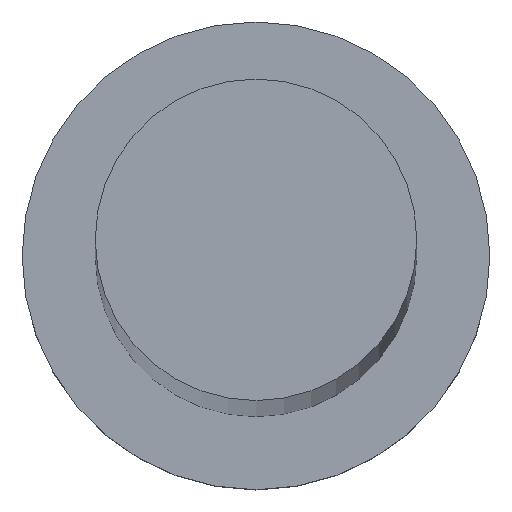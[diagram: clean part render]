
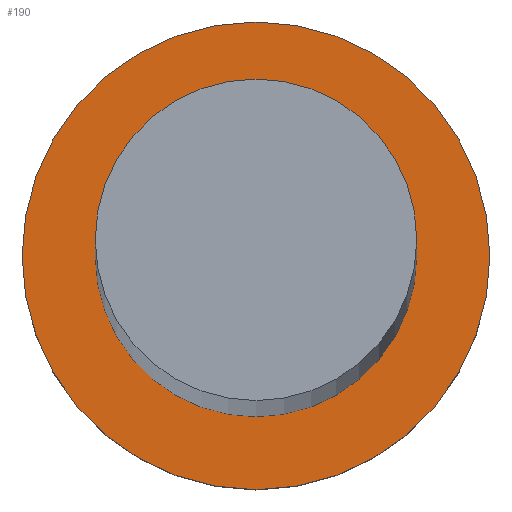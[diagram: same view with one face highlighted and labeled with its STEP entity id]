
A CAD part, top view. The second image highlights one B-rep face of the part: STEP entity #190.
In plain terms, the highlighted planar face has unit normal (0, 0, 1).
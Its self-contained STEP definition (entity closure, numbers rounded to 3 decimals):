
#5 = AXIS2_PLACEMENT_3D ( 'NONE', #44, #127, #6 ) ;
#6 = DIRECTION ( 'NONE',  ( 1., 0., 0. ) ) ;
#18 = EDGE_CURVE ( 'NONE', #90, #194, #202, .T. ) ;
#19 = DIRECTION ( 'NONE',  ( 1., 0., 0. ) ) ;
#34 = CARTESIAN_POINT ( 'NONE',  ( 0., 0., 5. ) ) ;
#36 = VERTEX_POINT ( 'NONE', #178 ) ;
#44 = CARTESIAN_POINT ( 'NONE',  ( 0., 0., 5. ) ) ;
#46 = DIRECTION ( 'NONE',  ( 1., 0., 0. ) ) ;
#53 = DIRECTION ( 'NONE',  ( 0., 0., 1. ) ) ;
#62 = FACE_BOUND ( 'NONE', #189, .T. ) ;
#65 = DIRECTION ( 'NONE',  ( 0., 0., 1. ) ) ;
#70 = ORIENTED_EDGE ( 'NONE', *, *, #243, .F. ) ;
#86 = DIRECTION ( 'NONE',  ( 0., 0., 1. ) ) ;
#90 = VERTEX_POINT ( 'NONE', #181 ) ;
#92 = CIRCLE ( 'NONE', #237, 5.5 ) ;
#110 = DIRECTION ( 'NONE',  ( 0., 0., 1. ) ) ;
#117 = CIRCLE ( 'NONE', #5, 5.5 ) ;
#119 = DIRECTION ( 'NONE',  ( 1., 0., 0. ) ) ;
#127 = DIRECTION ( 'NONE',  ( 0., 0., 1. ) ) ;
#132 = EDGE_CURVE ( 'NONE', #212, #36, #117, .T. ) ;
#139 = EDGE_LOOP ( 'NONE', ( #157, #195 ) ) ;
#145 = PLANE ( 'NONE',  #148 ) ;
#147 = FACE_OUTER_BOUND ( 'NONE', #139, .T. ) ;
#148 = AXIS2_PLACEMENT_3D ( 'NONE', #223, #86, #19 ) ;
#157 = ORIENTED_EDGE ( 'NONE', *, *, #18, .T. ) ;
#163 = CIRCLE ( 'NONE', #172, 8. ) ;
#167 = CARTESIAN_POINT ( 'NONE',  ( 8., 0., 5. ) ) ;
#169 = DIRECTION ( 'NONE',  ( 1., 0., 0. ) ) ;
#172 = AXIS2_PLACEMENT_3D ( 'NONE', #226, #65, #46 ) ;
#178 = CARTESIAN_POINT ( 'NONE',  ( 5.5, 0., 5. ) ) ;
#181 = CARTESIAN_POINT ( 'NONE',  ( -8., 0., 5. ) ) ;
#189 = EDGE_LOOP ( 'NONE', ( #198, #70 ) ) ;
#190 = ADVANCED_FACE ( 'NONE', ( #62, #147 ), #145, .T. ) ;
#194 = VERTEX_POINT ( 'NONE', #167 ) ;
#195 = ORIENTED_EDGE ( 'NONE', *, *, #197, .T. ) ;
#197 = EDGE_CURVE ( 'NONE', #194, #90, #163, .T. ) ;
#198 = ORIENTED_EDGE ( 'NONE', *, *, #132, .F. ) ;
#202 = CIRCLE ( 'NONE', #219, 8. ) ;
#212 = VERTEX_POINT ( 'NONE', #225 ) ;
#214 = CARTESIAN_POINT ( 'NONE',  ( 0., 0., 5. ) ) ;
#219 = AXIS2_PLACEMENT_3D ( 'NONE', #34, #53, #119 ) ;
#223 = CARTESIAN_POINT ( 'NONE',  ( 0., 0., 5. ) ) ;
#225 = CARTESIAN_POINT ( 'NONE',  ( -5.5, 0., 5. ) ) ;
#226 = CARTESIAN_POINT ( 'NONE',  ( 0., 0., 5. ) ) ;
#237 = AXIS2_PLACEMENT_3D ( 'NONE', #214, #110, #169 ) ;
#243 = EDGE_CURVE ( 'NONE', #36, #212, #92, .T. ) ;
